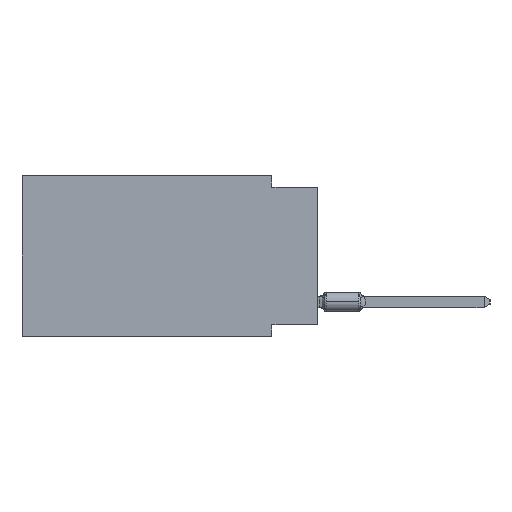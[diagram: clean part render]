
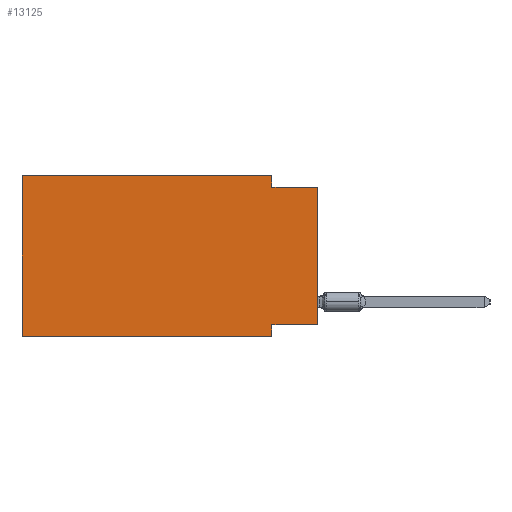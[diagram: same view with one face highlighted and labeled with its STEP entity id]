
A CAD part, left-side view. The second image highlights one B-rep face of the part: STEP entity #13125.
In plain terms, the highlighted planar face has unit normal (-1, 0, 0).
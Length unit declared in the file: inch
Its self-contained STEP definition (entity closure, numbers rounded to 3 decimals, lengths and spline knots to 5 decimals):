
#287 = FACE_OUTER_BOUND ( 'NONE', #29003, .T. ) ;
#488 = DIRECTION ( 'NONE',  ( 0., 0., 1. ) ) ;
#827 = VERTEX_POINT ( 'NONE', #11851 ) ;
#991 = EDGE_CURVE ( 'NONE', #5092, #13679, #1253, .T. ) ;
#995 = LINE ( 'NONE', #10403, #19998 ) ;
#1253 = LINE ( 'NONE', #20233, #5100 ) ;
#1285 = CARTESIAN_POINT ( 'NONE',  ( 0., 0.1, -0.35 ) ) ;
#1542 = ORIENTED_EDGE ( 'NONE', *, *, #17342, .F. ) ;
#1817 = ORIENTED_EDGE ( 'NONE', *, *, #17987, .F. ) ;
#1958 = VERTEX_POINT ( 'NONE', #6217 ) ;
#2136 = ORIENTED_EDGE ( 'NONE', *, *, #991, .T. ) ;
#2841 = DIRECTION ( 'NONE',  ( 0., 1., 0. ) ) ;
#3681 = ORIENTED_EDGE ( 'NONE', *, *, #14746, .F. ) ;
#4551 = EDGE_CURVE ( 'NONE', #26647, #827, #15505, .T. ) ;
#5092 = VERTEX_POINT ( 'NONE', #21112 ) ;
#5100 = VECTOR ( 'NONE', #19918, 39.37008 ) ;
#5319 = EDGE_CURVE ( 'NONE', #17835, #14206, #28021, .T. ) ;
#5684 = VECTOR ( 'NONE', #29227, 39.37008 ) ;
#5941 = LINE ( 'NONE', #24917, #5684 ) ;
#6217 = CARTESIAN_POINT ( 'NONE',  ( 0., 0.645, 0. ) ) ;
#7775 = CARTESIAN_POINT ( 'NONE',  ( 0., 0.1, 0. ) ) ;
#10403 = CARTESIAN_POINT ( 'NONE',  ( 0., 0., -0.325 ) ) ;
#11562 = EDGE_CURVE ( 'NONE', #25155, #13679, #15627, .T. ) ;
#11829 = EDGE_CURVE ( 'NONE', #5092, #1958, #19319, .T. ) ;
#11851 = CARTESIAN_POINT ( 'NONE',  ( 0., 0.1, -0.025 ) ) ;
#12305 = LINE ( 'NONE', #19412, #25153 ) ;
#12331 = ORIENTED_EDGE ( 'NONE', *, *, #11562, .F. ) ;
#13125 = ADVANCED_FACE ( 'NONE', ( #287 ), #14173, .F. ) ;
#13679 = VERTEX_POINT ( 'NONE', #19934 ) ;
#14017 = DIRECTION ( 'NONE',  ( 0., -1., 0. ) ) ;
#14173 = PLANE ( 'NONE',  #30327 ) ;
#14206 = VERTEX_POINT ( 'NONE', #18085 ) ;
#14476 = DIRECTION ( 'NONE',  ( 1., 0., 0. ) ) ;
#14746 = EDGE_CURVE ( 'NONE', #827, #14206, #12305, .T. ) ;
#15505 = LINE ( 'NONE', #7775, #20349 ) ;
#15627 = LINE ( 'NONE', #1285, #25900 ) ;
#17342 = EDGE_CURVE ( 'NONE', #1958, #26647, #5941, .T. ) ;
#17835 = VERTEX_POINT ( 'NONE', #25477 ) ;
#17897 = ORIENTED_EDGE ( 'NONE', *, *, #4551, .F. ) ;
#17987 = EDGE_CURVE ( 'NONE', #17835, #25155, #995, .T. ) ;
#18078 = ORIENTED_EDGE ( 'NONE', *, *, #11829, .F. ) ;
#18085 = CARTESIAN_POINT ( 'NONE',  ( 0., 0., -0.025 ) ) ;
#18333 = CARTESIAN_POINT ( 'NONE',  ( 0., 0., 0. ) ) ;
#19319 = LINE ( 'NONE', #21923, #27865 ) ;
#19412 = CARTESIAN_POINT ( 'NONE',  ( 0., 0., -0.025 ) ) ;
#19918 = DIRECTION ( 'NONE',  ( 0., -1., 0. ) ) ;
#19934 = CARTESIAN_POINT ( 'NONE',  ( 0., 0.1, -0.35 ) ) ;
#19998 = VECTOR ( 'NONE', #2841, 39.37008 ) ;
#20233 = CARTESIAN_POINT ( 'NONE',  ( 0., 0.645, -0.35 ) ) ;
#20349 = VECTOR ( 'NONE', #24769, 39.37008 ) ;
#21103 = CARTESIAN_POINT ( 'NONE',  ( 0., 0.645, 0. ) ) ;
#21112 = CARTESIAN_POINT ( 'NONE',  ( 0., 0.645, -0.35 ) ) ;
#21923 = CARTESIAN_POINT ( 'NONE',  ( 0., 0.645, 0. ) ) ;
#23891 = DIRECTION ( 'NONE',  ( 0., 0., -1. ) ) ;
#24679 = CARTESIAN_POINT ( 'NONE',  ( 0., 0.1, 0. ) ) ;
#24769 = DIRECTION ( 'NONE',  ( 0., 0., -1. ) ) ;
#24917 = CARTESIAN_POINT ( 'NONE',  ( 0., 0.645, 0. ) ) ;
#25153 = VECTOR ( 'NONE', #14017, 39.37008 ) ;
#25155 = VERTEX_POINT ( 'NONE', #25192 ) ;
#25192 = CARTESIAN_POINT ( 'NONE',  ( 0., 0.1, -0.325 ) ) ;
#25477 = CARTESIAN_POINT ( 'NONE',  ( 0., 0., -0.325 ) ) ;
#25900 = VECTOR ( 'NONE', #29814, 39.37008 ) ;
#26647 = VERTEX_POINT ( 'NONE', #24679 ) ;
#27438 = DIRECTION ( 'NONE',  ( 0., 0., 1. ) ) ;
#27865 = VECTOR ( 'NONE', #488, 39.37008 ) ;
#28021 = LINE ( 'NONE', #18333, #29246 ) ;
#29003 = EDGE_LOOP ( 'NONE', ( #30510, #3681, #17897, #1542, #18078, #2136, #12331, #1817 ) ) ;
#29227 = DIRECTION ( 'NONE',  ( 0., -1., 0. ) ) ;
#29246 = VECTOR ( 'NONE', #27438, 39.37008 ) ;
#29814 = DIRECTION ( 'NONE',  ( 0., 0., -1. ) ) ;
#30327 = AXIS2_PLACEMENT_3D ( 'NONE', #21103, #14476, #23891 ) ;
#30510 = ORIENTED_EDGE ( 'NONE', *, *, #5319, .T. ) ;
